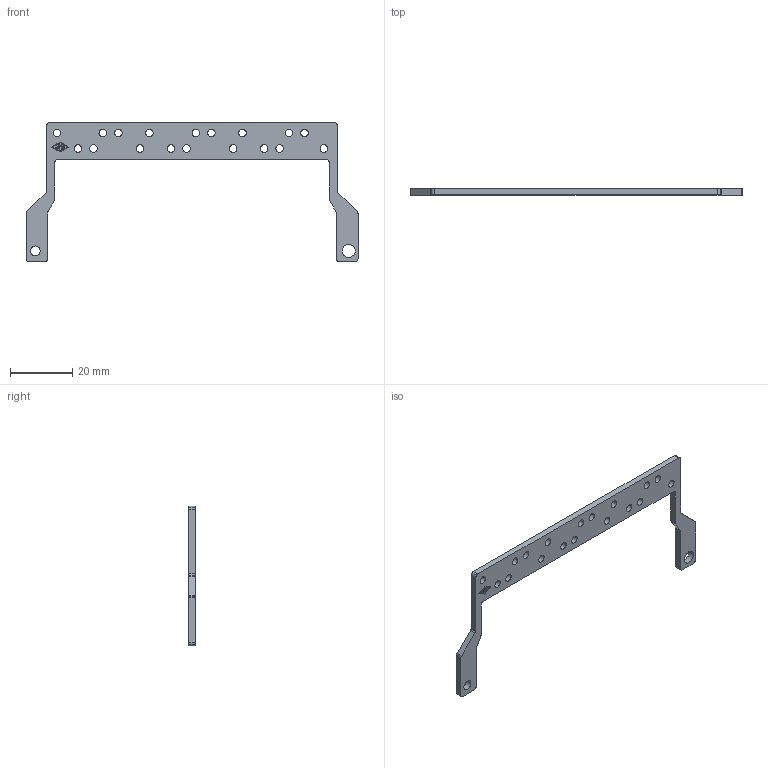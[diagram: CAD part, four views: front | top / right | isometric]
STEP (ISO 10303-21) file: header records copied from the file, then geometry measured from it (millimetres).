
FILE_DESCRIPTION((''),'2;1');
FILE_NAME('CR 24 ST.stp','2007-01-02T17:38:12',('gembarski'),(''),'Autodesk Inventor 7','Autodesk Inventor 7','');
FILE_SCHEMA(('AUTOMOTIVE_DESIGN { 1 0 10303 214 1 1 1 1 }'));
Length unit declared in the file: millimetre
Products named in the file (1): CR 24 ST
Bounding box: 107 x 2 x 45 mm (x, y, z)
Volume: 2718.3 mm3; surface area: 3763.4 mm2
Topology: 1 solids, 1 shells, 139 faces, 393 edges, 262 vertices
Faces by surface type: plane 55, cylinder 48, bspline 36
Entity records: 5146 total; most frequent: CARTESIAN_POINT 1407, ORIENTED_EDGE 786, DIRECTION 769, EDGE_CURVE 393, AXIS2_PLACEMENT_3D 272, VERTEX_POINT 262, VECTOR 225, LINE 225
